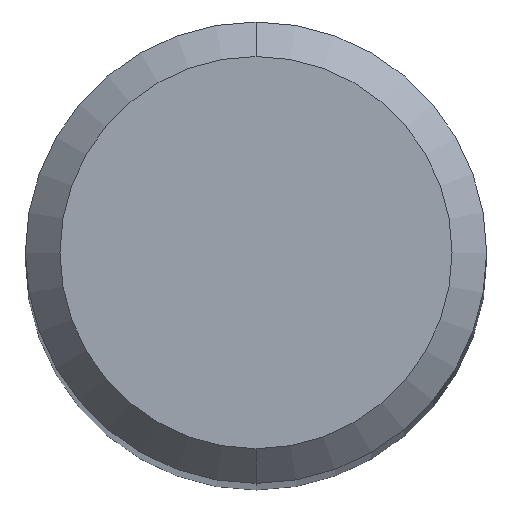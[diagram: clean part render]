
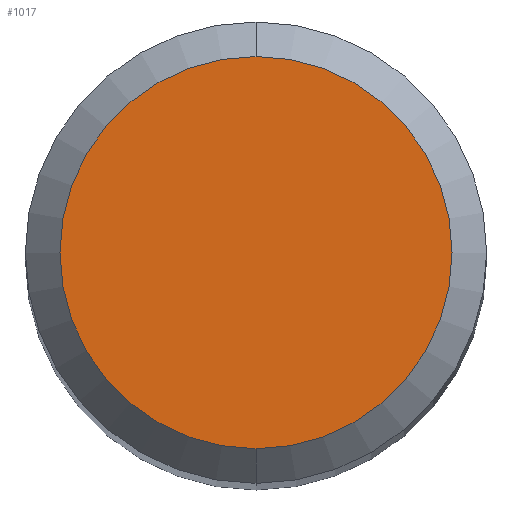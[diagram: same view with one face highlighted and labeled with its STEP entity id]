
A CAD part, top view. The second image highlights one B-rep face of the part: STEP entity #1017.
In plain terms, the highlighted planar face has unit normal (0, 0, 1).
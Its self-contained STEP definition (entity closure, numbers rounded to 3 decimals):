
#591=VERTEX_POINT('',#1450);
#761=VERTEX_POINT('',#1640);
#1017=ADVANCED_FACE('',(#1922),#1923,.T.);
#1115=EDGE_CURVE('',#591,#761,#2031,.T.);
#1121=EDGE_CURVE('',#761,#591,#2037,.T.);
#1450=CARTESIAN_POINT('',(0.,-1.7,0.0));
#1640=CARTESIAN_POINT('',(0.0,1.7,0.0));
#1922=FACE_OUTER_BOUND('',#4923,.T.);
#1923=PLANE('',#4924);
#2031=CIRCLE('',#5539,1.7);
#2037=CIRCLE('',#5558,1.7);
#4923=EDGE_LOOP('',(#7027,#7028));
#4924=AXIS2_PLACEMENT_3D('',#7029,#7030,#7031);
#5539=AXIS2_PLACEMENT_3D('',#7138,#7139,#7140);
#5558=AXIS2_PLACEMENT_3D('',#7142,#7143,#7144);
#7027=ORIENTED_EDGE('',*,*,#1121,.F.);
#7028=ORIENTED_EDGE('',*,*,#1115,.F.);
#7029=CARTESIAN_POINT('',(0.0,0.85,0.0));
#7030=DIRECTION('',(-0.0,0.0,1.0));
#7031=DIRECTION('',(0.0,-1.0,0.0));
#7138=CARTESIAN_POINT('',(0.0,0.0,0.0));
#7139=DIRECTION('',(0.0,0.0,-1.0));
#7140=DIRECTION('',(0.0,1.0,0.0));
#7142=CARTESIAN_POINT('',(0.0,0.0,0.0));
#7143=DIRECTION('',(0.0,0.0,-1.0));
#7144=DIRECTION('',(0.0,1.0,0.0));
